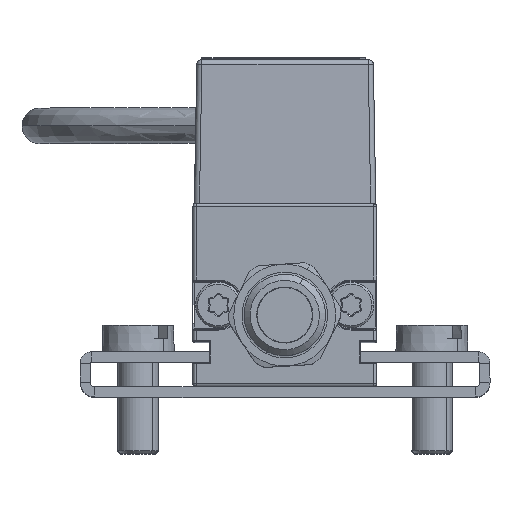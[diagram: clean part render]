
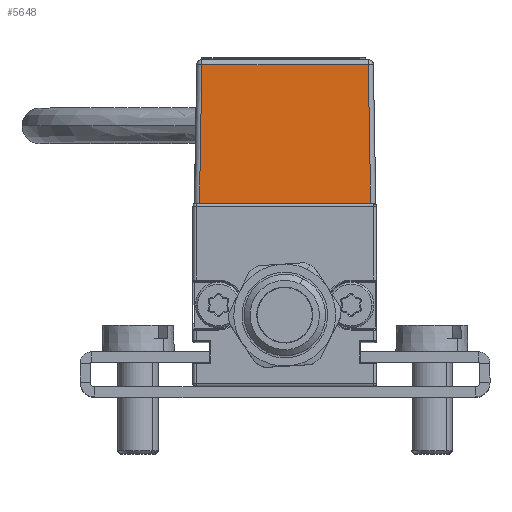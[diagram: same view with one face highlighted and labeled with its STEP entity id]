
A CAD part, top view. The second image highlights one B-rep face of the part: STEP entity #5648.
In plain terms, the highlighted planar face has unit normal (0, 0.018, 1).
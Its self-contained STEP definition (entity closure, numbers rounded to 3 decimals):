
#272 = AXIS2_PLACEMENT_3D ( 'NONE', #14447, #1990, #16479 ) ;
#1086 = CARTESIAN_POINT ( 'NONE',  ( 8.189, 31.583, 57.771 ) ) ;
#1129 = DIRECTION ( 'NONE',  ( -0.017, -1., 0.017 ) ) ;
#1626 = CARTESIAN_POINT ( 'NONE',  ( 8.421, 18.302, 58.003 ) ) ;
#1990 = DIRECTION ( 'NONE',  ( 0., 0.017, 1. ) ) ;
#2111 = CARTESIAN_POINT ( 'NONE',  ( -8.868, 31.583, 57.771 ) ) ;
#2222 = VERTEX_POINT ( 'NONE', #6825 ) ;
#3038 = EDGE_CURVE ( 'NONE', #2222, #9746, #4076, .T. ) ;
#3728 = DIRECTION ( 'NONE',  ( -0.017, 1., -0.017 ) ) ;
#3766 = CARTESIAN_POINT ( 'NONE',  ( -8.868, 18., 58.009 ) ) ;
#4003 = VECTOR ( 'NONE', #4219, 1000. ) ;
#4076 = LINE ( 'NONE', #3766, #19836 ) ;
#4219 = DIRECTION ( 'NONE',  ( -1., 0., 0. ) ) ;
#4874 = VECTOR ( 'NONE', #1129, 1000. ) ;
#5226 = ORIENTED_EDGE ( 'NONE', *, *, #3038, .T. ) ;
#5318 = LINE ( 'NONE', #2111, #4003 ) ;
#5648 = ADVANCED_FACE ( 'NONE', ( #14695 ), #22431, .T. ) ;
#6305 = VECTOR ( 'NONE', #3728, 1000. ) ;
#6719 = DIRECTION ( 'NONE',  ( 1., 0., 0. ) ) ;
#6825 = CARTESIAN_POINT ( 'NONE',  ( -8.366, 18., 58.009 ) ) ;
#7116 = ORIENTED_EDGE ( 'NONE', *, *, #25655, .T. ) ;
#9746 = VERTEX_POINT ( 'NONE', #19897 ) ;
#10475 = LINE ( 'NONE', #13623, #4874 ) ;
#10654 = VERTEX_POINT ( 'NONE', #1086 ) ;
#13623 = CARTESIAN_POINT ( 'NONE',  ( -8.366, 17.991, 58.009 ) ) ;
#14447 = CARTESIAN_POINT ( 'NONE',  ( -8.868, 18., 58.009 ) ) ;
#14695 = FACE_OUTER_BOUND ( 'NONE', #14837, .T. ) ;
#14837 = EDGE_LOOP ( 'NONE', ( #15182, #17713, #7116, #5226 ) ) ;
#15057 = EDGE_CURVE ( 'NONE', #9746, #10654, #22636, .T. ) ;
#15182 = ORIENTED_EDGE ( 'NONE', *, *, #15057, .T. ) ;
#15778 = VERTEX_POINT ( 'NONE', #19018 ) ;
#16479 = DIRECTION ( 'NONE',  ( 0., -1., 0.017 ) ) ;
#17713 = ORIENTED_EDGE ( 'NONE', *, *, #20377, .T. ) ;
#19018 = CARTESIAN_POINT ( 'NONE',  ( -8.129, 31.583, 57.771 ) ) ;
#19836 = VECTOR ( 'NONE', #6719, 1000. ) ;
#19897 = CARTESIAN_POINT ( 'NONE',  ( 8.426, 18., 58.009 ) ) ;
#20377 = EDGE_CURVE ( 'NONE', #10654, #15778, #5318, .T. ) ;
#22431 = PLANE ( 'NONE',  #272 ) ;
#22636 = LINE ( 'NONE', #1626, #6305 ) ;
#25655 = EDGE_CURVE ( 'NONE', #15778, #2222, #10475, .T. ) ;
